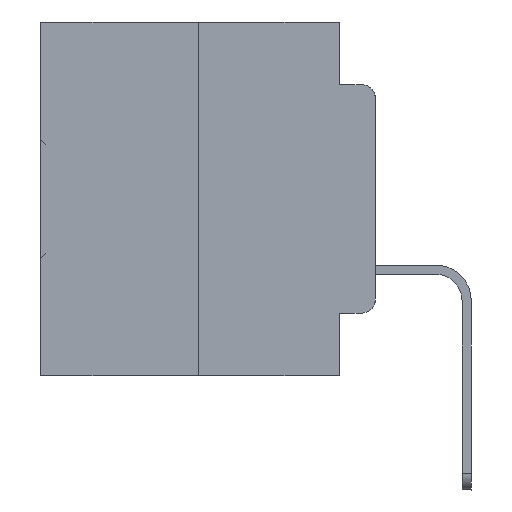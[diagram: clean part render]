
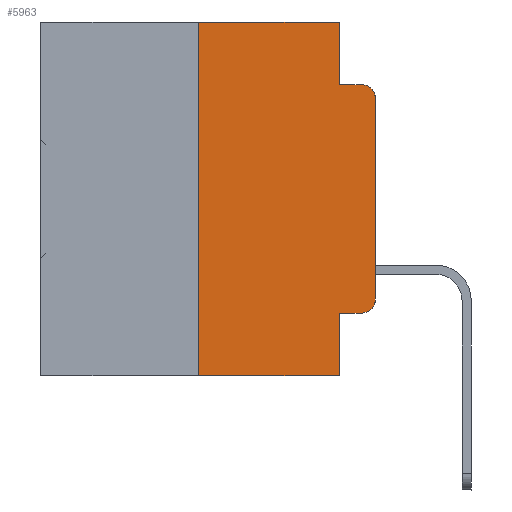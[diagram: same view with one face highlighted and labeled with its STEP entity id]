
A CAD part, left-side view. The second image highlights one B-rep face of the part: STEP entity #5963.
In plain terms, the highlighted planar face has unit normal (-1, 0, 0).
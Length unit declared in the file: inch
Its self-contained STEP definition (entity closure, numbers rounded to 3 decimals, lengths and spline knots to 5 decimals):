
#234 = LINE ( 'NONE', #9716, #32780 ) ;
#1123 = LINE ( 'NONE', #24784, #5730 ) ;
#1728 = CARTESIAN_POINT ( 'NONE',  ( 0., 0., 0. ) ) ;
#2375 = ORIENTED_EDGE ( 'NONE', *, *, #20009, .F. ) ;
#2730 = CARTESIAN_POINT ( 'NONE',  ( 0., 0.02, -0.1085 ) ) ;
#2919 = CARTESIAN_POINT ( 'NONE',  ( 0., 0.051, -0.0885 ) ) ;
#3786 = ORIENTED_EDGE ( 'NONE', *, *, #32813, .F. ) ;
#4350 = ORIENTED_EDGE ( 'NONE', *, *, #15175, .F. ) ;
#4392 = DIRECTION ( 'NONE',  ( 1., 0., 0. ) ) ;
#4679 = CARTESIAN_POINT ( 'NONE',  ( 0., 0.02, -0.4115 ) ) ;
#5614 = CARTESIAN_POINT ( 'NONE',  ( 0., 0.051, 0. ) ) ;
#5730 = VECTOR ( 'NONE', #16838, 39.37008 ) ;
#5963 = ADVANCED_FACE ( 'NONE', ( #25547 ), #12885, .F. ) ;
#6085 = ORIENTED_EDGE ( 'NONE', *, *, #15763, .T. ) ;
#6131 = VERTEX_POINT ( 'NONE', #7783 ) ;
#6372 = VECTOR ( 'NONE', #7623, 39.37008 ) ;
#7129 = DIRECTION ( 'NONE',  ( 0., -1., 0. ) ) ;
#7218 = DIRECTION ( 'NONE',  ( -1., 0., 0. ) ) ;
#7382 = VERTEX_POINT ( 'NONE', #19188 ) ;
#7623 = DIRECTION ( 'NONE',  ( 0., -1., 0. ) ) ;
#7783 = CARTESIAN_POINT ( 'NONE',  ( 0., 0.25, -0.5 ) ) ;
#8459 = LINE ( 'NONE', #28374, #13512 ) ;
#9716 = CARTESIAN_POINT ( 'NONE',  ( 0., 0.051, -0.0885 ) ) ;
#10112 = CARTESIAN_POINT ( 'NONE',  ( 0., 0.051, 0. ) ) ;
#11617 = VECTOR ( 'NONE', #18163, 39.37008 ) ;
#12309 = DIRECTION ( 'NONE',  ( 0., 0., 1. ) ) ;
#12368 = CARTESIAN_POINT ( 'NONE',  ( 0., 0.25, 0. ) ) ;
#12403 = CARTESIAN_POINT ( 'NONE',  ( 0., 0.473, 0. ) ) ;
#12885 = PLANE ( 'NONE',  #13634 ) ;
#13112 = ORIENTED_EDGE ( 'NONE', *, *, #13485, .T. ) ;
#13485 = EDGE_CURVE ( 'NONE', #19326, #7382, #28441, .T. ) ;
#13512 = VECTOR ( 'NONE', #20345, 39.37008 ) ;
#13634 = AXIS2_PLACEMENT_3D ( 'NONE', #12403, #4392, #15237 ) ;
#14394 = VERTEX_POINT ( 'NONE', #33452 ) ;
#14395 = EDGE_CURVE ( 'NONE', #6131, #19636, #24981, .T. ) ;
#14657 = CARTESIAN_POINT ( 'NONE',  ( 0., 0.25, 0. ) ) ;
#14944 = CIRCLE ( 'NONE', #32615, 0.02 ) ;
#14990 = ORIENTED_EDGE ( 'NONE', *, *, #21233, .T. ) ;
#15022 = VERTEX_POINT ( 'NONE', #33661 ) ;
#15161 = DIRECTION ( 'NONE',  ( 0., -1., 0. ) ) ;
#15175 = EDGE_CURVE ( 'NONE', #14394, #15022, #32009, .T. ) ;
#15237 = DIRECTION ( 'NONE',  ( 0., 0., -1. ) ) ;
#15763 = EDGE_CURVE ( 'NONE', #14394, #19326, #34359, .T. ) ;
#16838 = DIRECTION ( 'NONE',  ( 0., 0., -1. ) ) ;
#16952 = CARTESIAN_POINT ( 'NONE',  ( 0., 0., -0.1085 ) ) ;
#17265 = ORIENTED_EDGE ( 'NONE', *, *, #14395, .F. ) ;
#17388 = VECTOR ( 'NONE', #33573, 39.37008 ) ;
#18163 = DIRECTION ( 'NONE',  ( 0., 0., -1. ) ) ;
#19188 = CARTESIAN_POINT ( 'NONE',  ( 0., 0., -0.3915 ) ) ;
#19326 = VERTEX_POINT ( 'NONE', #4679 ) ;
#19576 = EDGE_LOOP ( 'NONE', ( #21355, #14990, #3786, #2375, #26175, #17265, #33856, #4350, #6085, #13112 ) ) ;
#19636 = VERTEX_POINT ( 'NONE', #12368 ) ;
#20009 = EDGE_CURVE ( 'NONE', #23714, #29303, #1123, .T. ) ;
#20345 = DIRECTION ( 'NONE',  ( 0., -1., 0. ) ) ;
#20406 = VECTOR ( 'NONE', #7129, 39.37008 ) ;
#20829 = CARTESIAN_POINT ( 'NONE',  ( 0., 0.02, -0.3915 ) ) ;
#21233 = EDGE_CURVE ( 'NONE', #34285, #28423, #14944, .T. ) ;
#21355 = ORIENTED_EDGE ( 'NONE', *, *, #32022, .T. ) ;
#21789 = VECTOR ( 'NONE', #12309, 39.37008 ) ;
#22545 = EDGE_CURVE ( 'NONE', #19636, #23714, #8459, .T. ) ;
#23714 = VERTEX_POINT ( 'NONE', #5614 ) ;
#24493 = AXIS2_PLACEMENT_3D ( 'NONE', #20829, #7218, #31455 ) ;
#24698 = DIRECTION ( 'NONE',  ( -1., 0., 0. ) ) ;
#24784 = CARTESIAN_POINT ( 'NONE',  ( 0., 0.051, 0. ) ) ;
#24981 = LINE ( 'NONE', #14657, #17388 ) ;
#25547 = FACE_OUTER_BOUND ( 'NONE', #19576, .T. ) ;
#25954 = CARTESIAN_POINT ( 'NONE',  ( 0., 0.051, -0.4115 ) ) ;
#26175 = ORIENTED_EDGE ( 'NONE', *, *, #22545, .F. ) ;
#27593 = EDGE_CURVE ( 'NONE', #6131, #15022, #32616, .T. ) ;
#28374 = CARTESIAN_POINT ( 'NONE',  ( 0., 0.473, 0. ) ) ;
#28423 = VERTEX_POINT ( 'NONE', #31300 ) ;
#28441 = CIRCLE ( 'NONE', #24493, 0.02 ) ;
#28519 = LINE ( 'NONE', #1728, #21789 ) ;
#29303 = VERTEX_POINT ( 'NONE', #2919 ) ;
#30021 = DIRECTION ( 'NONE',  ( 0., 0., -1. ) ) ;
#31300 = CARTESIAN_POINT ( 'NONE',  ( 0., 0.02, -0.0885 ) ) ;
#31455 = DIRECTION ( 'NONE',  ( 0., 0., -1. ) ) ;
#32009 = LINE ( 'NONE', #10112, #11617 ) ;
#32022 = EDGE_CURVE ( 'NONE', #7382, #34285, #28519, .T. ) ;
#32615 = AXIS2_PLACEMENT_3D ( 'NONE', #2730, #24698, #30021 ) ;
#32616 = LINE ( 'NONE', #34614, #6372 ) ;
#32780 = VECTOR ( 'NONE', #15161, 39.37008 ) ;
#32813 = EDGE_CURVE ( 'NONE', #29303, #28423, #234, .T. ) ;
#33452 = CARTESIAN_POINT ( 'NONE',  ( 0., 0.051, -0.4115 ) ) ;
#33573 = DIRECTION ( 'NONE',  ( 0., 0., 1. ) ) ;
#33661 = CARTESIAN_POINT ( 'NONE',  ( 0., 0.051, -0.5 ) ) ;
#33856 = ORIENTED_EDGE ( 'NONE', *, *, #27593, .T. ) ;
#34285 = VERTEX_POINT ( 'NONE', #16952 ) ;
#34359 = LINE ( 'NONE', #25954, #20406 ) ;
#34614 = CARTESIAN_POINT ( 'NONE',  ( 0., 0.473, -0.5 ) ) ;
